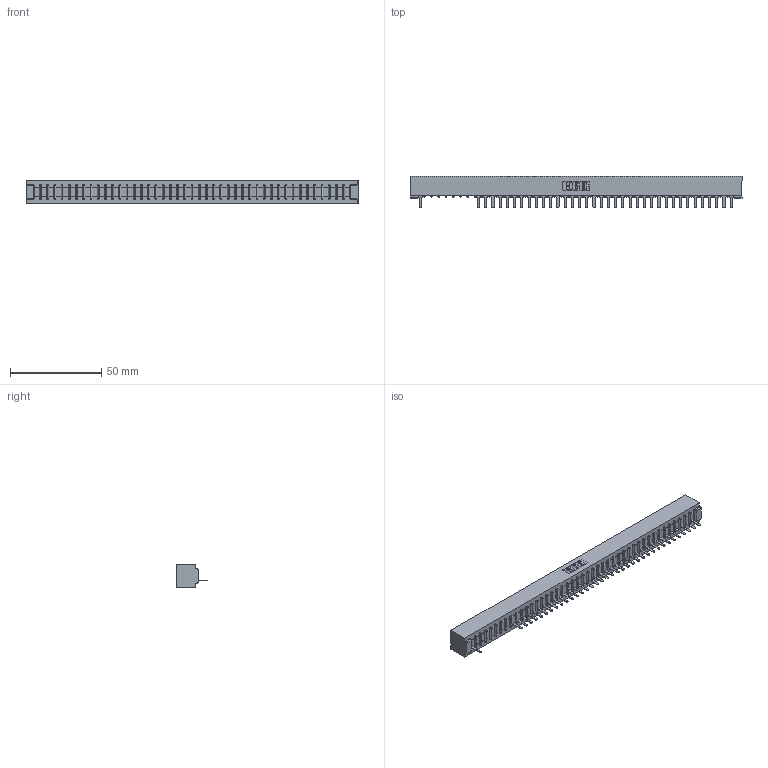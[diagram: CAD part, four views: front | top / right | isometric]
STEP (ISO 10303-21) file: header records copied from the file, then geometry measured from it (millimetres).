
FILE_DESCRIPTION (( 'STEP AP203' ), '1' );
FILE_NAME ('307-044-525-101.STEP', '2018-08-06T01:10:41', ( '' ), ( '' ), 'SwSTEP 2.0', 'SolidWorks 2016', '' );
FILE_SCHEMA (( 'CONFIG_CONTROL_DESIGN' ));
Length unit declared in the file: inch
Products named in the file (3): 307-044-525-101; 307 Part_No Mounting Lugs; 307-290-001_525
Assembly tree (38 placements, depth 2):
  307-044-525-101
    307 Part_No Mounting Lugs
    307-290-001_525  x37
Bounding box: 182.22 x 17.42 x 12.7 mm (x, y, z)
Volume: 19307.1 mm3; surface area: 19713.9 mm2
Topology: 38 solids, 38 shells, 2367 faces, 6741 edges, 4322 vertices
Faces by surface type: plane 1519, cylinder 758, sphere 90
Entity records: 36940 total; most frequent: CARTESIAN_POINT 6253, ORIENTED_EDGE 6246, DIRECTION 6071, EDGE_CURVE 3123, VECTOR 2399, LINE 2399, VERTEX_POINT 2018, AXIS2_PLACEMENT_3D 1836
